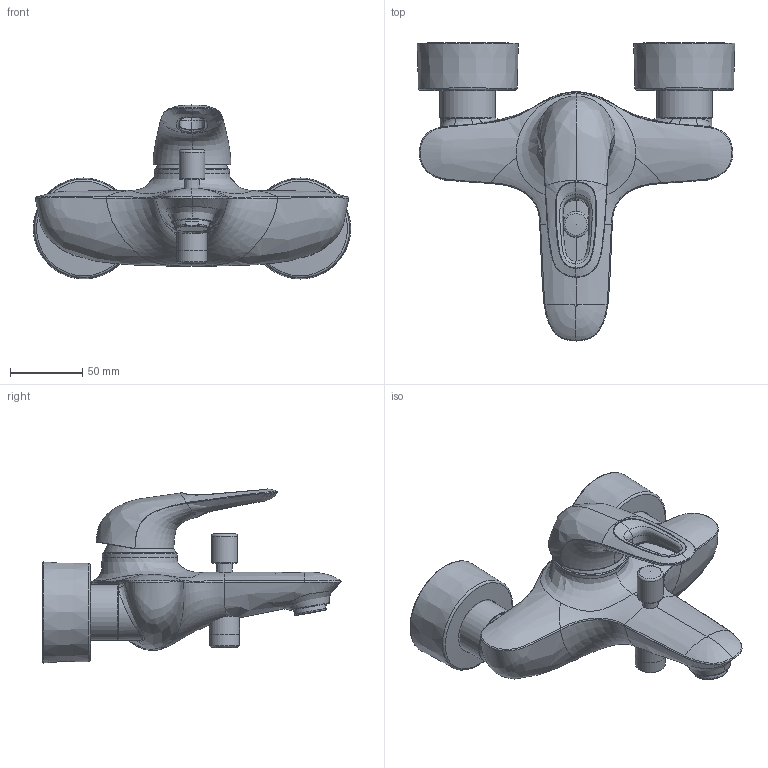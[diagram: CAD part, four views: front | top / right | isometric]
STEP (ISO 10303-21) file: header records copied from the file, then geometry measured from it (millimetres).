
FILE_DESCRIPTION(/* description */ ('Unknown'),/* implementation_level */ '2;1');
FILE_NAME(/* name */ '33591003',/* time_stamp */ '2022-09-09T07:29:52+02:00',/* author */ ('Unknown'),/* organization */ ('GROHE AG'),/* preprocessor_version */ 'ST-DEVELOPER v16.7',/* originating_system */ 'DEX',/* authorisation */ $);
FILE_SCHEMA (('AUTOMOTIVE_DESIGN {1 0 10303 214 3 1 1}'));
Length unit declared in the file: millimetre
Products named in the file (5): 33591003; id11; 50.9697.1_Standard; 50.9702.1_Standard; Eurostyle contemporary_Basin_OHM 35mm_lever_141008_0
Assembly tree (4 placements, depth 2):
  33591003
    id11
    50.9697.1_Standard
    50.9702.1_Standard
    Eurostyle contemporary_Basin_OHM 35mm_lever_141008_0
Bounding box: 220 x 206.53 x 120.57 mm (x, y, z)
Volume: 246842.7 mm3; surface area: 106944.2 mm2
Topology: 2 solids, 13 shells, 131 faces, 340 edges, 205 vertices
Faces by surface type: bspline 80, plane 17, cylinder 13, torus 11, cone 6, sphere 4
Full cylindrical faces by diameter (mm): 11.4 x1, 18 x1, 20.955 x2, 23.6 x1, 24.5 x1, 38.5 x2, 40 x2, 52 x1
Entity records: 17713 total; most frequent: CARTESIAN_POINT 14698, ORIENTED_EDGE 518, EDGE_CURVE 289, DIRECTION 256, B_SPLINE_CURVE_WITH_KNOTS 213, VERTEX_POINT 190, EDGE_LOOP 162, FACE_BOUND 162
